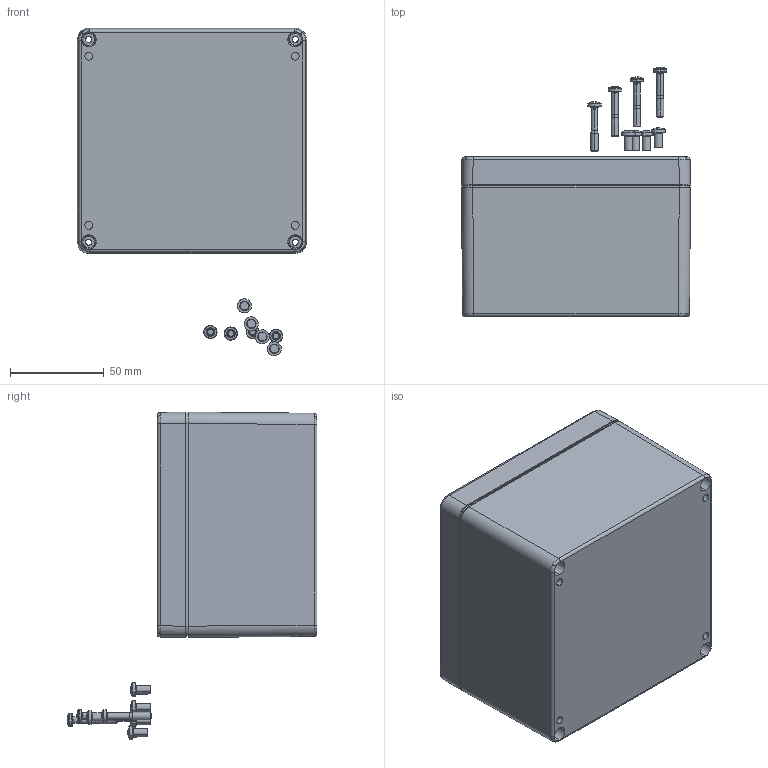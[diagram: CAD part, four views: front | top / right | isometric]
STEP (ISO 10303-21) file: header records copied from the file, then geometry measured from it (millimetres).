
FILE_DESCRIPTION (( 'STEP AP214' ), '1' );
FILE_NAME ('33121209.STEP', '2008-10-01T12:17:27', ( ' ' ), ( '' ), 'SwSTEP 2.0', 'SolidWorks 2008', '' );
FILE_SCHEMA (( 'AUTOMOTIVE_DESIGN' ));
Length unit declared in the file: millimetre
Products named in the file (9): 5200.009.0_Standard; 51005_Standard; 93214_WN1442 D4,5x7,8; 31821_Standard; 33121209; 34082_Standard; 82002_im Deckel eingebaut; 31090-Einpressbuchse_Standard
Assembly tree (17 placements, depth 3):
  33121209
    82002_im Deckel eingebaut
    31821_Standard
      31090-Einpressbuchse_Standard  x4
      31821_Standard
    51005_Standard
      5200.009.0_Standard  x4
      93214_WN1442 D4,5x7,8  x4
    34082_Standard
Bounding box: 122 x 133.03 x 174.54 mm (x, y, z)
Volume: 226188.9 mm3; surface area: 160697.8 mm2
Topology: 15 solids, 15 shells, 1568 faces, 3837 edges, 2329 vertices
Faces by surface type: plane 605, bspline 342, cylinder 279, cone 190, torus 144, sphere 8
Entity records: 45268 total; most frequent: CARTESIAN_POINT 21027, ORIENTED_EDGE 5414, DIRECTION 4450, EDGE_CURVE 2707, AXIS2_PLACEMENT_3D 1684, VERTEX_POINT 1615, EDGE_LOOP 1206, ADVANCED_FACE 1142
